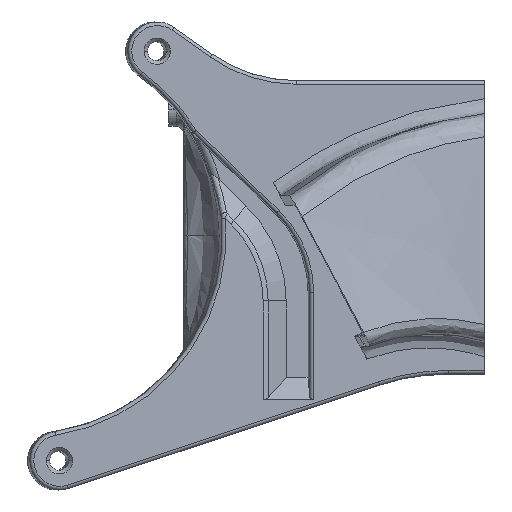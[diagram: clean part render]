
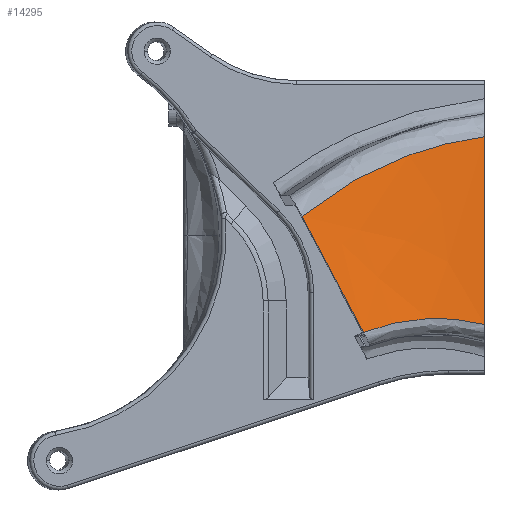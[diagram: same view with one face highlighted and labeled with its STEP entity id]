
A CAD part, left-side view. The second image highlights one B-rep face of the part: STEP entity #14295.
In plain terms, the highlighted free-form (B-spline) face has degree [3, 3] with [4, 7] control points.
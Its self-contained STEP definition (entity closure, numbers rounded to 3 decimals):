
#1762=CARTESIAN_POINT('',(-31.,0.,
-13.232));
#1776=DIRECTION('',(0.,0.,1.));
#1777=VECTOR('',#1776,25.59);
#1778=CARTESIAN_POINT('',(-31.,0.,
-13.232));
#1779=LINE('',#1778,#1777);
#1792=CARTESIAN_POINT('',(-31.,0.,
12.358));
#2083=DIRECTION('',(-0.041,0.468,0.883));
#2084=VECTOR('',#2083,17.938);
#2085=CARTESIAN_POINT('',(-38.629,16.452,
-14.322));
#2086=LINE('',#2085,#2084);
#2099=CARTESIAN_POINT('',(-38.629,16.452,
-14.322));
#2199=CARTESIAN_POINT('',(-39.363,24.841,1.517));
#2200=CARTESIAN_POINT('',(-38.916,23.65,2.481));
#2201=CARTESIAN_POINT('',(-38.026,21.239,4.276));
#2202=CARTESIAN_POINT('',(-36.701,17.525,6.579));
#2203=CARTESIAN_POINT('',(-35.386,13.713,8.515));
#2204=CARTESIAN_POINT('',(-33.972,9.468,10.211));
#2205=CARTESIAN_POINT('',(-32.477,4.807,11.554));
#2206=CARTESIAN_POINT('',(-31.494,1.626,12.138));
#2207=CARTESIAN_POINT('',(-31.,0.,
12.358));
#2212=CARTESIAN_POINT('',(-38.629,16.452,
-14.322));
#2213=CARTESIAN_POINT('',(-38.44,16.012,
-14.151));
#2214=CARTESIAN_POINT('',(-38.036,15.081,
-13.812));
#2215=CARTESIAN_POINT('',(-37.364,13.559,
-13.343));
#2216=CARTESIAN_POINT('',(-36.594,11.848,
-12.922));
#2217=CARTESIAN_POINT('',(-35.719,9.947,
-12.59));
#2218=CARTESIAN_POINT('',(-34.729,7.834,
-12.391));
#2219=CARTESIAN_POINT('',(-33.614,5.495,
-12.378));
#2220=CARTESIAN_POINT('',(-32.371,2.902,
-12.617));
#2221=CARTESIAN_POINT('',(-31.471,1.006,
-12.984));
#2222=CARTESIAN_POINT('',(-31.,0.,
-13.232));
#11866=VERTEX_POINT('',#1792);
#11867=VERTEX_POINT('',#2199);
#11869=VERTEX_POINT('',#1762);
#11872=VERTEX_POINT('',#2099);
#14259=CARTESIAN_POINT('',(-31.,0.,
-13.232));
#14260=CARTESIAN_POINT('',(-31.635,1.356,-12.946));
#14261=CARTESIAN_POINT('',(-32.897,3.992,
-12.561));
#14262=CARTESIAN_POINT('',(-34.786,7.899,
-12.545));
#14263=CARTESIAN_POINT('',(-36.687,11.935,
-13.16));
#14264=CARTESIAN_POINT('',(-37.968,14.79,
-14.07));
#14265=CARTESIAN_POINT('',(-38.613,16.265,
-14.673));
#14266=CARTESIAN_POINT('',(-31.,0.,
-4.702));
#14267=CARTESIAN_POINT('',(-31.664,1.699,
-4.595));
#14268=CARTESIAN_POINT('',(-32.985,4.995,
-4.612));
#14269=CARTESIAN_POINT('',(-34.949,9.761,
-5.309));
#14270=CARTESIAN_POINT('',(-36.909,14.478,
-6.712));
#14271=CARTESIAN_POINT('',(-38.219,17.651,
-8.166));
#14272=CARTESIAN_POINT('',(-38.874,19.251,
-9.037));
#14273=CARTESIAN_POINT('',(-31.,0.,
3.828));
#14274=CARTESIAN_POINT('',(-31.694,2.041,
3.755));
#14275=CARTESIAN_POINT('',(-33.072,5.997,
3.337));
#14276=CARTESIAN_POINT('',(-35.112,11.623,
1.927));
#14277=CARTESIAN_POINT('',(-37.132,17.022,
-0.264));
#14278=CARTESIAN_POINT('',(-38.469,20.512,
-2.261));
#14279=CARTESIAN_POINT('',(-39.136,22.236,
-3.4));
#14280=CARTESIAN_POINT('',(-31.,0.,
12.358));
#14281=CARTESIAN_POINT('',(-31.724,2.384,
12.105));
#14282=CARTESIAN_POINT('',(-33.16,7.,
11.286));
#14283=CARTESIAN_POINT('',(-35.275,13.486,
9.164));
#14284=CARTESIAN_POINT('',(-37.354,19.565,
6.185));
#14285=CARTESIAN_POINT('',(-38.719,23.373,
3.644));
#14286=CARTESIAN_POINT('',(-39.397,25.222,
2.236));
#14287=B_SPLINE_SURFACE_WITH_KNOTS('',3,3,((#14259,#14260,#14261,#14262,#14263,
#14264,#14265),(#14266,#14267,#14268,#14269,#14270,#14271,#14272),(#14273,
#14274,#14275,#14276,#14277,#14278,#14279),(#14280,#14281,#14282,#14283,#14284,
#14285,#14286)),.UNSPECIFIED.,.F.,.F.,.F.,(4,4),(4,1,1,1,4),(0.073,
0.899),(0.,7.567,15.133,
22.7,30.266),.UNSPECIFIED.);
#14289=ORIENTED_EDGE('',*,*,#14288,.T.);
#14290=ORIENTED_EDGE('',*,*,#13903,.F.);
#14291=ORIENTED_EDGE('',*,*,#14254,.F.);
#14292=ORIENTED_EDGE('',*,*,#14124,.T.);
#14293=EDGE_LOOP('',(#14289,#14290,#14291,#14292));
#14294=FACE_OUTER_BOUND('',#14293,.F.);
#2208=B_SPLINE_CURVE_WITH_KNOTS('',3,(#2199,#2200,#2201,#2202,#2203,#2204,#2205,
#2206,#2207),.UNSPECIFIED.,.F.,.F.,(4,1,1,1,1,1,4),(0.,0.167,
0.333,0.5,0.667,0.833,1.),
.UNSPECIFIED.);
#2223=B_SPLINE_CURVE_WITH_KNOTS('',3,(#2212,#2213,#2214,#2215,#2216,#2217,#2218,
#2219,#2220,#2221,#2222),.UNSPECIFIED.,.F.,.F.,(4,1,1,1,1,1,1,1,4),(0.,
0.125,0.25,0.375,0.5,0.625,0.75,0.875,1.),.UNSPECIFIED.);
#13903=EDGE_CURVE('',#11869,#11866,#1779,.T.);
#14124=EDGE_CURVE('',#11872,#11867,#2086,.T.);
#14254=EDGE_CURVE('',#11872,#11869,#2223,.T.);
#14288=EDGE_CURVE('',#11867,#11866,#2208,.T.);
#14295=ADVANCED_FACE('',(#14294),#14287,.T.);
